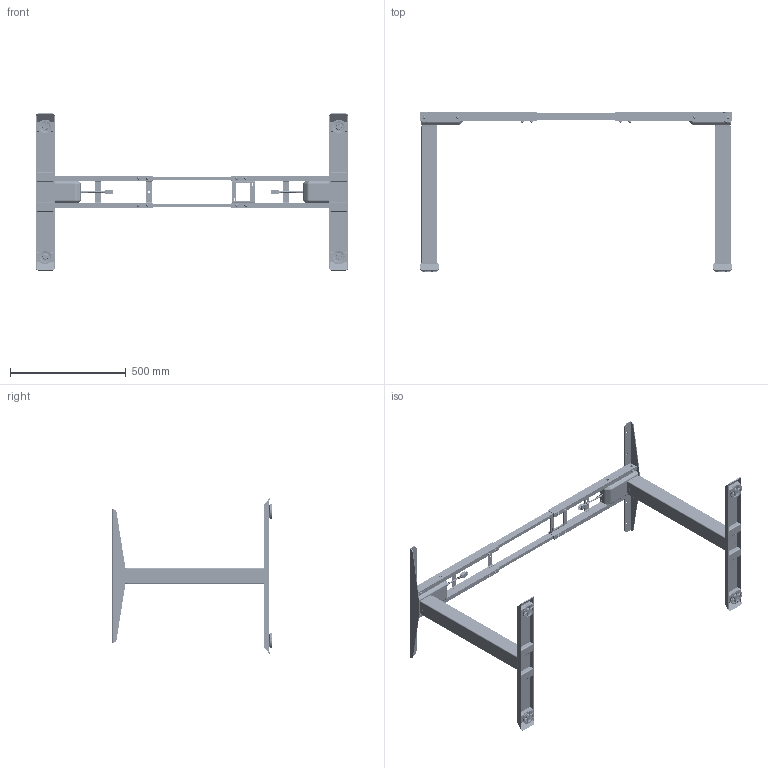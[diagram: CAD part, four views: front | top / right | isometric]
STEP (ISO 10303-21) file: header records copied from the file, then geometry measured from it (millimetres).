
FILE_DESCRIPTION(/* description */ (''),/* implementation_level */ '2;1');
FILE_NAME(/* name */ 'DS2.371.2.stp',/* time_stamp */ '2021-01-17T07:39:29+01:00',/* author */ (''),/* organization */ (''),/* preprocessor_version */ 'ST-DEVELOPER v16.7',/* originating_system */ 'SIEMENS PLM Software NX 12.0',/* authorisation */ '');
FILE_SCHEMA (('AUTOMOTIVE_DESIGN { 1 0 10303 214 3 1 1 1 }'));
Products named in the file (9): DS2.371.3P01.2; DS2.371.3P01.1; DS2.371.3P01.3; DD06.2P01; DD06.2P02; DS2.371.3P05; DS2.371.3P01_NX-ARRAGMNTArrangement 1; DD06.2_DETAILNX-ARRAGMNTArrangement 1; DS2.371.2
Assembly tree (10 placements, depth 3):
  DS2.371.2
    DS2.371.3P05  x2
    DD06.2_DETAILNX-ARRAGMNTArrangement 1  x2
      DD06.2P02
      DD06.2P01
    DS2.371.3P01_NX-ARRAGMNTArrangement 1
      DS2.371.3P01.3
      DS2.371.3P01.1
      DS2.371.3P01.2
Bounding box: 1350 x 690 x 679.7 mm (x, y, z)
Volume: 3083838.6 mm3; surface area: 3075113.5 mm2
Topology: 78 solids, 88 shells, 10721 faces, 27040 edges, 16843 vertices
Faces by surface type: plane 6560, cylinder 2205, cone 976, bspline 706, torus 234, revolution 20, sphere 16, extrusion 4
Full cylindrical faces by diameter (mm): 4.2 x4, 4.8 x12, 5 x30, 5.6 x6, 5.8 x6, 6 x20, 6.1 x32, 7 x18, 7.5 x10, 8 x8, 8.2 x11, 11 x4, 13 x20, 14 x10, 16 x10, 16.2 x8, 26 x2, 30 x2, 34 x2
Entity records: 214999 total; most frequent: CARTESIAN_POINT 49022, DIRECTION 34380, ORIENTED_EDGE 34078, EDGE_CURVE 17039, AXIS2_PLACEMENT_3D 12042, VERTEX_POINT 10580, VECTOR 10276, LINE 10274
